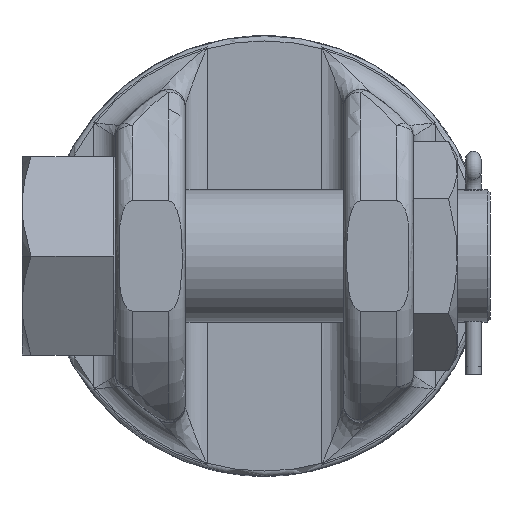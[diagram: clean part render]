
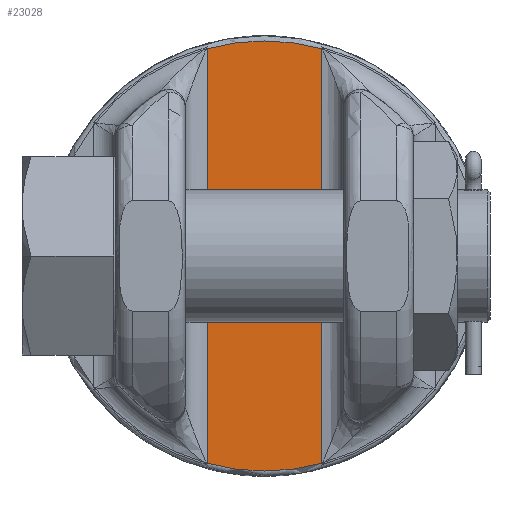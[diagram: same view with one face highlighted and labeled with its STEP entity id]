
A CAD part, front view. The second image highlights one B-rep face of the part: STEP entity #23028.
In plain terms, the highlighted planar face has unit normal (0, -1, 0).
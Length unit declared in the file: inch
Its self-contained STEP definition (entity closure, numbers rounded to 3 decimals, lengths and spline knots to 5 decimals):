
#20785=DIRECTION('',(0.,0.,-1.));
#20786=VECTOR('',#20785,4.70366);
#20787=CARTESIAN_POINT('',(0.65,-9.374,
2.35183));
#20788=LINE('',#20787,#20786);
#20994=CARTESIAN_POINT('',(0.,-9.374,0.));
#20995=DIRECTION('',(0.,-1.,0.));
#20996=DIRECTION('',(0.266,0.,0.964));
#20997=AXIS2_PLACEMENT_3D('',#20994,#20995,#20996);
#20999=CARTESIAN_POINT('',(0.,-9.374,0.));
#21000=DIRECTION('',(0.,-1.,0.));
#21001=DIRECTION('',(-0.266,0.,-0.964));
#21002=AXIS2_PLACEMENT_3D('',#20999,#21000,#21001);
#21222=DIRECTION('',(0.,0.,1.));
#21223=VECTOR('',#21222,4.70366);
#21224=CARTESIAN_POINT('',(-0.65,-9.374,
-2.35183));
#21225=LINE('',#21224,#21223);
#22277=CARTESIAN_POINT('',(-0.65,-9.374,
-2.35183));
#22278=VERTEX_POINT('',#22277);
#22281=CARTESIAN_POINT('',(-0.65,-9.374,2.35183));
#22282=VERTEX_POINT('',#22281);
#22289=CARTESIAN_POINT('',(0.65,-9.374,2.35183));
#22290=VERTEX_POINT('',#22289);
#22291=CARTESIAN_POINT('',(0.65,-9.374,-2.35183));
#22292=VERTEX_POINT('',#22291);
#23015=CARTESIAN_POINT('',(0.65,-9.374,3.));
#23016=DIRECTION('',(0.,1.,0.));
#23017=DIRECTION('',(-1.,0.,0.));
#23018=AXIS2_PLACEMENT_3D('',#23015,#23016,#23017);
#23019=PLANE('',#23018);
#23020=ORIENTED_EDGE('',*,*,#22998,.F.);
#23021=ORIENTED_EDGE('',*,*,#22752,.T.);
#23023=ORIENTED_EDGE('',*,*,#23022,.F.);
#23025=ORIENTED_EDGE('',*,*,#23024,.T.);
#23026=EDGE_LOOP('',(#23020,#23021,#23023,#23025));
#23027=FACE_OUTER_BOUND('',#23026,.F.);
#23028=ADVANCED_FACE('',(#23027),#23019,.F.);
#20998=CIRCLE('',#20997,2.44);
#21003=CIRCLE('',#21002,2.44);
#22752=EDGE_CURVE('',#22290,#22292,#20788,.T.);
#22998=EDGE_CURVE('',#22290,#22282,#20998,.T.);
#23022=EDGE_CURVE('',#22278,#22292,#21003,.T.);
#23024=EDGE_CURVE('',#22278,#22282,#21225,.T.);
